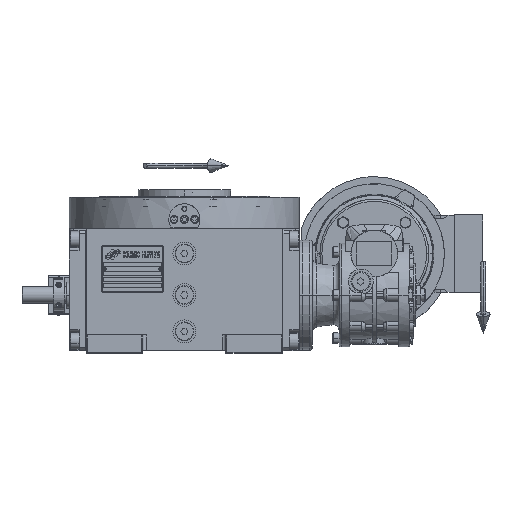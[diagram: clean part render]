
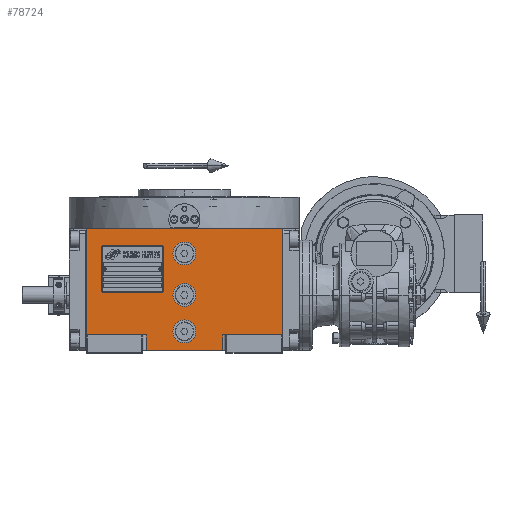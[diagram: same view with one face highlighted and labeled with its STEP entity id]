
A CAD part, top view. The second image highlights one B-rep face of the part: STEP entity #78724.
In plain terms, the highlighted planar face has unit normal (0, 0, 1).
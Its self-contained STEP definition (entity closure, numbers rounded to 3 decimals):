
#1368 = CARTESIAN_POINT ( 'NONE',  ( -94.5, -38.5, 163.5 ) ) ;
#3803 = ORIENTED_EDGE ( 'NONE', *, *, #80217, .T. ) ;
#3814 = EDGE_LOOP ( 'NONE', ( #77789, #67969 ) ) ;
#3934 = CARTESIAN_POINT ( 'NONE',  ( 11., 40., 163.5 ) ) ;
#4818 = VERTEX_POINT ( 'NONE', #118300 ) ;
#5335 = CIRCLE ( 'NONE', #29856, 11. ) ;
#5621 = CIRCLE ( 'NONE', #77019, 11. ) ;
#5902 = DIRECTION ( 'NONE',  ( 0., 0., 1. ) ) ;
#6067 = ORIENTED_EDGE ( 'NONE', *, *, #7640, .T. ) ;
#6424 = CARTESIAN_POINT ( 'NONE',  ( 94.5, -38.5, 163.5 ) ) ;
#7156 = DIRECTION ( 'NONE',  ( 1., 0., 0. ) ) ;
#7640 = EDGE_CURVE ( 'NONE', #36479, #39258, #46116, .T. ) ;
#7751 = VECTOR ( 'NONE', #23305, 1000. ) ;
#8063 = VERTEX_POINT ( 'NONE', #87786 ) ;
#9361 = AXIS2_PLACEMENT_3D ( 'NONE', #119286, #50325, #110380 ) ;
#9809 = LINE ( 'NONE', #31502, #60557 ) ;
#11226 = EDGE_CURVE ( 'NONE', #44229, #23592, #30642, .T. ) ;
#11586 = CARTESIAN_POINT ( 'NONE',  ( 11., -35., 163.5 ) ) ;
#11935 = DIRECTION ( 'NONE',  ( 0., 1., 0. ) ) ;
#13813 = EDGE_CURVE ( 'NONE', #55353, #85367, #56307, .T. ) ;
#15005 = FACE_BOUND ( 'NONE', #59795, .T. ) ;
#15915 = ORIENTED_EDGE ( 'NONE', *, *, #11226, .F. ) ;
#16260 = EDGE_CURVE ( 'NONE', #120525, #114787, #122325, .T. ) ;
#16923 = ORIENTED_EDGE ( 'NONE', *, *, #28287, .F. ) ;
#19042 = CARTESIAN_POINT ( 'NONE',  ( -11., 40., 163.5 ) ) ;
#19212 = EDGE_LOOP ( 'NONE', ( #55023, #15915 ) ) ;
#20669 = ORIENTED_EDGE ( 'NONE', *, *, #13813, .F. ) ;
#22128 = CARTESIAN_POINT ( 'NONE',  ( -37., -53.5, 163.5 ) ) ;
#23305 = DIRECTION ( 'NONE',  ( 0., 1., 0. ) ) ;
#23592 = VERTEX_POINT ( 'NONE', #63176 ) ;
#23789 = VECTOR ( 'NONE', #125382, 1000. ) ;
#24619 = DIRECTION ( 'NONE',  ( 1., 0., 0. ) ) ;
#25291 = DIRECTION ( 'NONE',  ( 1., 0., 0. ) ) ;
#25449 = EDGE_LOOP ( 'NONE', ( #115814, #36775, #6067, #60593, #70613, #121995, #3803, #16923 ) ) ;
#28287 = EDGE_CURVE ( 'NONE', #120525, #92972, #60438, .T. ) ;
#29856 = AXIS2_PLACEMENT_3D ( 'NONE', #63101, #123701, #73928 ) ;
#30301 = CARTESIAN_POINT ( 'NONE',  ( 37., -38.5, 163.5 ) ) ;
#30642 = CIRCLE ( 'NONE', #110258, 11. ) ;
#31402 = EDGE_CURVE ( 'NONE', #33616, #8063, #5621, .T. ) ;
#31502 = CARTESIAN_POINT ( 'NONE',  ( -94.5, -38.5, 163.5 ) ) ;
#32835 = VECTOR ( 'NONE', #69238, 1000. ) ;
#33616 = VERTEX_POINT ( 'NONE', #11586 ) ;
#34188 = FACE_BOUND ( 'NONE', #3814, .T. ) ;
#36024 = VECTOR ( 'NONE', #36549, 1000. ) ;
#36479 = VERTEX_POINT ( 'NONE', #123945 ) ;
#36549 = DIRECTION ( 'NONE',  ( 1., 0., 0. ) ) ;
#36775 = ORIENTED_EDGE ( 'NONE', *, *, #106940, .F. ) ;
#36895 = EDGE_CURVE ( 'NONE', #67547, #57452, #97563, .T. ) ;
#39053 = EDGE_CURVE ( 'NONE', #57452, #4818, #106876, .T. ) ;
#39258 = VERTEX_POINT ( 'NONE', #6424 ) ;
#40001 = DIRECTION ( 'NONE',  ( 1., 0., 0. ) ) ;
#44103 = AXIS2_PLACEMENT_3D ( 'NONE', #89095, #77015, #108885 ) ;
#44229 = VERTEX_POINT ( 'NONE', #104943 ) ;
#46116 = LINE ( 'NONE', #124030, #36024 ) ;
#46943 = ORIENTED_EDGE ( 'NONE', *, *, #52280, .F. ) ;
#47606 = DIRECTION ( 'NONE',  ( -1., 0., 0. ) ) ;
#50202 = DIRECTION ( 'NONE',  ( 0., 0., 1. ) ) ;
#50325 = DIRECTION ( 'NONE',  ( 0., 0., 1. ) ) ;
#52280 = EDGE_CURVE ( 'NONE', #85367, #55353, #101228, .T. ) ;
#52769 = CARTESIAN_POINT ( 'NONE',  ( -37., -53.5, 163.5 ) ) ;
#55023 = ORIENTED_EDGE ( 'NONE', *, *, #63624, .F. ) ;
#55075 = CARTESIAN_POINT ( 'NONE',  ( 0., 0., 163.5 ) ) ;
#55353 = VERTEX_POINT ( 'NONE', #19042 ) ;
#56213 = VECTOR ( 'NONE', #25291, 1000. ) ;
#56307 = CIRCLE ( 'NONE', #44103, 11. ) ;
#57452 = VERTEX_POINT ( 'NONE', #92182 ) ;
#59795 = EDGE_LOOP ( 'NONE', ( #46943, #20669 ) ) ;
#60438 = LINE ( 'NONE', #52769, #101204 ) ;
#60466 = CARTESIAN_POINT ( 'NONE',  ( -37., -38.5, 163.5 ) ) ;
#60469 = CARTESIAN_POINT ( 'NONE',  ( -94.5, -38.5, 163.5 ) ) ;
#60557 = VECTOR ( 'NONE', #109440, 1000. ) ;
#60593 = ORIENTED_EDGE ( 'NONE', *, *, #102202, .T. ) ;
#62926 = DIRECTION ( 'NONE',  ( 0., 0., 1. ) ) ;
#63101 = CARTESIAN_POINT ( 'NONE',  ( 0., -35., 163.5 ) ) ;
#63176 = CARTESIAN_POINT ( 'NONE',  ( 11., 0., 163.5 ) ) ;
#63597 = CARTESIAN_POINT ( 'NONE',  ( -37., -53.5, 163.5 ) ) ;
#63624 = EDGE_CURVE ( 'NONE', #23592, #44229, #72596, .T. ) ;
#67547 = VERTEX_POINT ( 'NONE', #1368 ) ;
#67969 = ORIENTED_EDGE ( 'NONE', *, *, #79466, .F. ) ;
#69238 = DIRECTION ( 'NONE',  ( 0., -1., 0. ) ) ;
#70613 = ORIENTED_EDGE ( 'NONE', *, *, #39053, .F. ) ;
#72596 = CIRCLE ( 'NONE', #123502, 11. ) ;
#73148 = FACE_OUTER_BOUND ( 'NONE', #25449, .T. ) ;
#73928 = DIRECTION ( 'NONE',  ( -1., 0., 0. ) ) ;
#75218 = CARTESIAN_POINT ( 'NONE',  ( 0., -35., 163.5 ) ) ;
#77015 = DIRECTION ( 'NONE',  ( 0., 0., 1. ) ) ;
#77019 = AXIS2_PLACEMENT_3D ( 'NONE', #75218, #50202, #40001 ) ;
#77789 = ORIENTED_EDGE ( 'NONE', *, *, #31402, .F. ) ;
#78724 = ADVANCED_FACE ( 'NONE', ( #110198, #34188, #15005, #73148 ), #122272, .T. ) ;
#79466 = EDGE_CURVE ( 'NONE', #8063, #33616, #5335, .T. ) ;
#80217 = EDGE_CURVE ( 'NONE', #67547, #92972, #9809, .T. ) ;
#85367 = VERTEX_POINT ( 'NONE', #3934 ) ;
#86447 = CARTESIAN_POINT ( 'NONE',  ( -94.5, 64.5, 163.5 ) ) ;
#87786 = CARTESIAN_POINT ( 'NONE',  ( -11., -35., 163.5 ) ) ;
#89095 = CARTESIAN_POINT ( 'NONE',  ( 0., 40., 163.5 ) ) ;
#91041 = CARTESIAN_POINT ( 'NONE',  ( -94.5, -53.5, 163.5 ) ) ;
#92182 = CARTESIAN_POINT ( 'NONE',  ( -94.5, 64.5, 163.5 ) ) ;
#92972 = VERTEX_POINT ( 'NONE', #60466 ) ;
#97563 = LINE ( 'NONE', #60469, #98785 ) ;
#98785 = VECTOR ( 'NONE', #11935, 1000. ) ;
#101204 = VECTOR ( 'NONE', #119827, 1000. ) ;
#101228 = CIRCLE ( 'NONE', #9361, 11. ) ;
#102202 = EDGE_CURVE ( 'NONE', #39258, #4818, #110774, .T. ) ;
#104512 = CARTESIAN_POINT ( 'NONE',  ( 0., 0., 163.5 ) ) ;
#104943 = CARTESIAN_POINT ( 'NONE',  ( -11., 0., 163.5 ) ) ;
#105718 = LINE ( 'NONE', #30301, #32835 ) ;
#106876 = LINE ( 'NONE', #86447, #23789 ) ;
#106940 = EDGE_CURVE ( 'NONE', #36479, #114787, #105718, .T. ) ;
#108885 = DIRECTION ( 'NONE',  ( -1., 0., 0. ) ) ;
#109440 = DIRECTION ( 'NONE',  ( 1., 0., 0. ) ) ;
#110198 = FACE_BOUND ( 'NONE', #19212, .T. ) ;
#110258 = AXIS2_PLACEMENT_3D ( 'NONE', #104512, #112219, #47606 ) ;
#110380 = DIRECTION ( 'NONE',  ( 1., 0., 0. ) ) ;
#110774 = LINE ( 'NONE', #121606, #7751 ) ;
#112219 = DIRECTION ( 'NONE',  ( 0., 0., 1. ) ) ;
#114787 = VERTEX_POINT ( 'NONE', #120812 ) ;
#115814 = ORIENTED_EDGE ( 'NONE', *, *, #16260, .T. ) ;
#117458 = AXIS2_PLACEMENT_3D ( 'NONE', #91041, #62926, #24619 ) ;
#118300 = CARTESIAN_POINT ( 'NONE',  ( 94.5, 64.5, 163.5 ) ) ;
#119286 = CARTESIAN_POINT ( 'NONE',  ( 0., 40., 163.5 ) ) ;
#119827 = DIRECTION ( 'NONE',  ( 0., 1., 0. ) ) ;
#120525 = VERTEX_POINT ( 'NONE', #22128 ) ;
#120812 = CARTESIAN_POINT ( 'NONE',  ( 37., -53.5, 163.5 ) ) ;
#121606 = CARTESIAN_POINT ( 'NONE',  ( 94.5, -38.5, 163.5 ) ) ;
#121995 = ORIENTED_EDGE ( 'NONE', *, *, #36895, .F. ) ;
#122272 = PLANE ( 'NONE',  #117458 ) ;
#122325 = LINE ( 'NONE', #63597, #56213 ) ;
#123502 = AXIS2_PLACEMENT_3D ( 'NONE', #55075, #5902, #7156 ) ;
#123701 = DIRECTION ( 'NONE',  ( 0., 0., 1. ) ) ;
#123945 = CARTESIAN_POINT ( 'NONE',  ( 37., -38.5, 163.5 ) ) ;
#124030 = CARTESIAN_POINT ( 'NONE',  ( 37., -38.5, 163.5 ) ) ;
#125382 = DIRECTION ( 'NONE',  ( 1., 0., 0. ) ) ;
